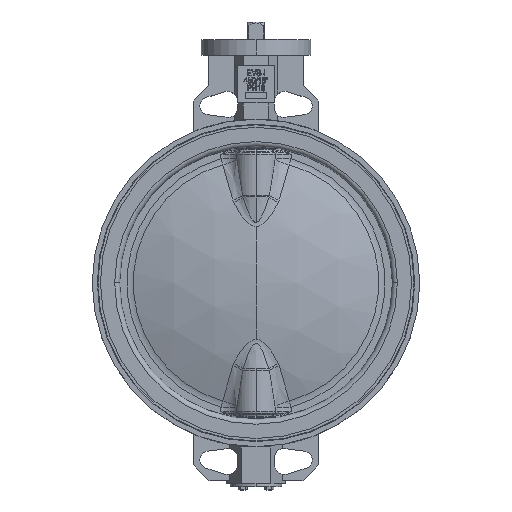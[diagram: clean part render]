
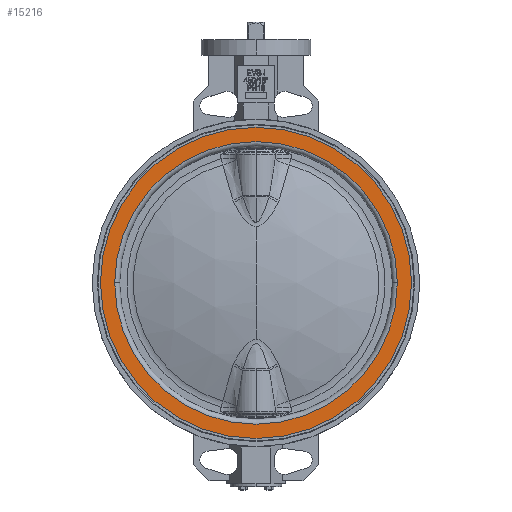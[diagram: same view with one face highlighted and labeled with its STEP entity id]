
A CAD part, top view. The second image highlights one B-rep face of the part: STEP entity #15216.
In plain terms, the highlighted planar face has unit normal (0, 0, 1).
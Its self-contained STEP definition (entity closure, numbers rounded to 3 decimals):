
#46 = CARTESIAN_POINT ( 'NONE',  ( 248., 0., 58.5 ) ) ;
#367 = EDGE_LOOP ( 'NONE', ( #15734, #20117 ) ) ;
#609 = CIRCLE ( 'NONE', #2588, 225.25 ) ;
#1570 = DIRECTION ( 'NONE',  ( -1., 0., 0. ) ) ;
#2149 = CARTESIAN_POINT ( 'NONE',  ( 0., 0., 58.5 ) ) ;
#2588 = AXIS2_PLACEMENT_3D ( 'NONE', #2149, #20066, #5639 ) ;
#4970 = EDGE_CURVE ( 'NONE', #15778, #13627, #7445, .T. ) ;
#5590 = EDGE_LOOP ( 'NONE', ( #22437, #20177 ) ) ;
#5639 = DIRECTION ( 'NONE',  ( 1., 0., 0. ) ) ;
#5982 = DIRECTION ( 'NONE',  ( 0., 0., 1. ) ) ;
#6024 = CARTESIAN_POINT ( 'NONE',  ( 225.25, 0., 58.5 ) ) ;
#7296 = CARTESIAN_POINT ( 'NONE',  ( 0., 0., 58.5 ) ) ;
#7369 = FACE_OUTER_BOUND ( 'NONE', #5590, .T. ) ;
#7445 = CIRCLE ( 'NONE', #11646, 248. ) ;
#7806 = EDGE_CURVE ( 'NONE', #13378, #12986, #609, .T. ) ;
#8794 = DIRECTION ( 'NONE',  ( 1., 0., 0. ) ) ;
#9700 = PLANE ( 'NONE',  #10023 ) ;
#10023 = AXIS2_PLACEMENT_3D ( 'NONE', #21180, #17757, #1570 ) ;
#11229 = CIRCLE ( 'NONE', #23381, 248. ) ;
#11646 = AXIS2_PLACEMENT_3D ( 'NONE', #15012, #5982, #17076 ) ;
#12025 = AXIS2_PLACEMENT_3D ( 'NONE', #7296, #18093, #8794 ) ;
#12986 = VERTEX_POINT ( 'NONE', #21096 ) ;
#13378 = VERTEX_POINT ( 'NONE', #6024 ) ;
#13627 = VERTEX_POINT ( 'NONE', #46 ) ;
#15012 = CARTESIAN_POINT ( 'NONE',  ( 0., 0., 58.5 ) ) ;
#15216 = ADVANCED_FACE ( 'NONE', ( #20418, #7369 ), #9700, .F. ) ;
#15734 = ORIENTED_EDGE ( 'NONE', *, *, #7806, .F. ) ;
#15778 = VERTEX_POINT ( 'NONE', #21245 ) ;
#16646 = CARTESIAN_POINT ( 'NONE',  ( 0., 0., 58.5 ) ) ;
#17014 = EDGE_CURVE ( 'NONE', #12986, #13378, #17844, .T. ) ;
#17076 = DIRECTION ( 'NONE',  ( 1., 0., 0. ) ) ;
#17757 = DIRECTION ( 'NONE',  ( 0., 0., -1. ) ) ;
#17844 = CIRCLE ( 'NONE', #12025, 225.25 ) ;
#18093 = DIRECTION ( 'NONE',  ( 0., 0., 1. ) ) ;
#18319 = DIRECTION ( 'NONE',  ( 1., 0., 0. ) ) ;
#18481 = DIRECTION ( 'NONE',  ( 0., 0., 1. ) ) ;
#20066 = DIRECTION ( 'NONE',  ( 0., 0., 1. ) ) ;
#20117 = ORIENTED_EDGE ( 'NONE', *, *, #17014, .F. ) ;
#20177 = ORIENTED_EDGE ( 'NONE', *, *, #4970, .T. ) ;
#20418 = FACE_BOUND ( 'NONE', #367, .T. ) ;
#20653 = EDGE_CURVE ( 'NONE', #13627, #15778, #11229, .T. ) ;
#21096 = CARTESIAN_POINT ( 'NONE',  ( -225.25, 0., 58.5 ) ) ;
#21180 = CARTESIAN_POINT ( 'NONE',  ( 0., 225.25, 58.5 ) ) ;
#21245 = CARTESIAN_POINT ( 'NONE',  ( -248., 0., 58.5 ) ) ;
#22437 = ORIENTED_EDGE ( 'NONE', *, *, #20653, .T. ) ;
#23381 = AXIS2_PLACEMENT_3D ( 'NONE', #16646, #18481, #18319 ) ;
